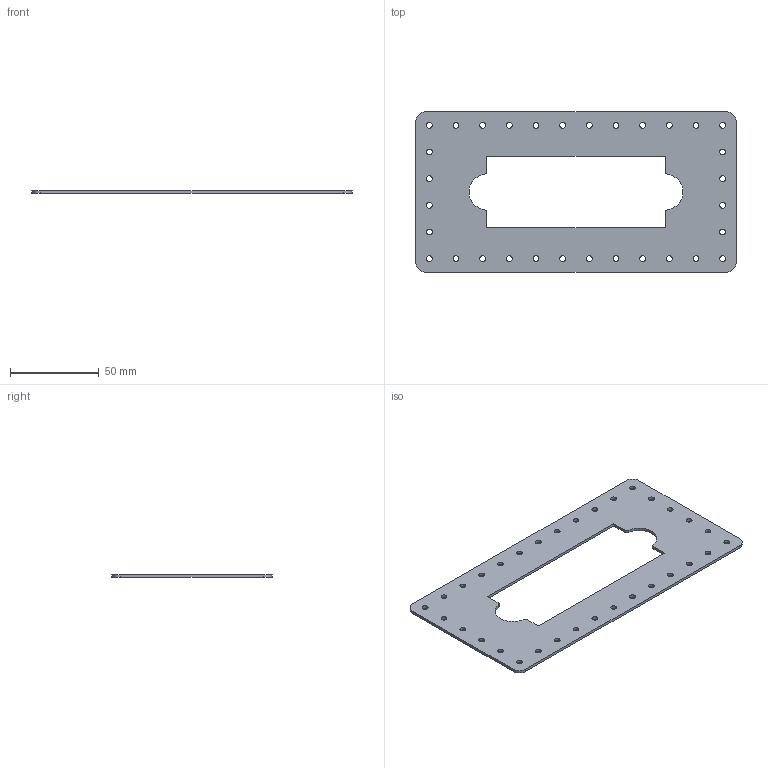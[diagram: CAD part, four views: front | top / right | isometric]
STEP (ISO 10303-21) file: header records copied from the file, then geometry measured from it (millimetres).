
FILE_DESCRIPTION(/* description */ (''),/* implementation_level */ '2;1');
FILE_NAME(/* name */ 'Top_Adapter.stp',/* time_stamp */ '2014-07-30T15:17:07-05:00',/* author */ ('Peter'),/* organization */ (''),/* preprocessor_version */ 'ST-DEVELOPER v15.2',/* originating_system */ 'Autodesk Inventor 2014',/* authorisation */ '');
FILE_SCHEMA (('AUTOMOTIVE_DESIGN { 1 0 10303 214 3 1 1 }'));
Length unit declared in the file: millimetre
Products named in the file (1): 140728 Polycarb Top Adapter v1
Bounding box: 180 x 90 x 1.59 mm (x, y, z)
Volume: 18306.9 mm3; surface area: 24912.9 mm2
Topology: 1 solids, 1 shells, 54 faces, 156 edges, 104 vertices
Faces by surface type: cylinder 42, plane 12
Full cylindrical faces by diameter (mm): 3.3 x32
Entity records: 1817 total; most frequent: DIRECTION 318, CARTESIAN_POINT 283, ORIENTED_EDGE 248, EDGE_LOOP 152, AXIS2_PLACEMENT_3D 139, EDGE_CURVE 124, VERTEX_POINT 104, FACE_BOUND 100
